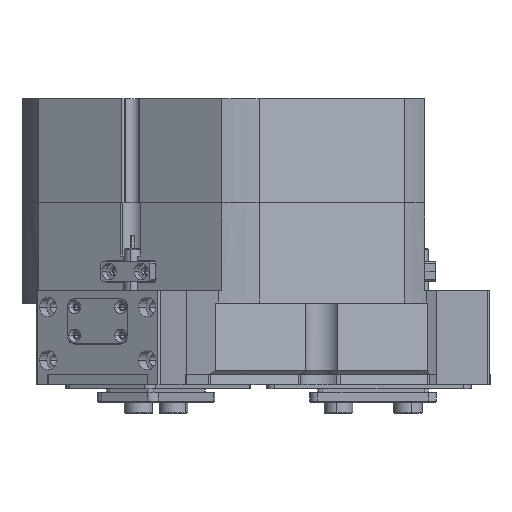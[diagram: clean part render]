
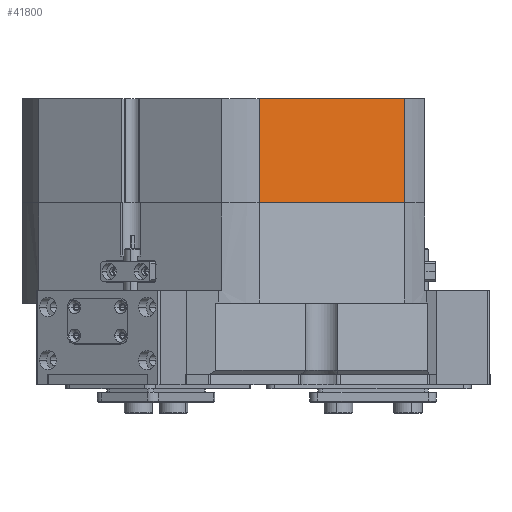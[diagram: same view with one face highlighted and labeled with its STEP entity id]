
A CAD part, front view. The second image highlights one B-rep face of the part: STEP entity #41800.
In plain terms, the highlighted face is planar.
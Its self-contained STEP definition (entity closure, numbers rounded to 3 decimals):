
#2013 = ORIENTED_EDGE ( 'NONE', *, *, #7374, .T. ) ;
#2754 = ORIENTED_EDGE ( 'NONE', *, *, #22754, .F. ) ;
#4021 = CARTESIAN_POINT ( 'NONE',  ( 107.962, -15.004, 50. ) ) ;
#6628 = CARTESIAN_POINT ( 'NONE',  ( 107.962, -15.004, -1. ) ) ;
#7374 = EDGE_CURVE ( 'NONE', #16492, #21501, #32120, .T. ) ;
#9334 = CARTESIAN_POINT ( 'NONE',  ( 107.962, -15.004, 50. ) ) ;
#11771 = LINE ( 'NONE', #51576, #32295 ) ;
#13711 = EDGE_CURVE ( 'NONE', #16492, #13768, #45441, .T. ) ;
#13768 = VERTEX_POINT ( 'NONE', #48113 ) ;
#14918 = DIRECTION ( 'NONE',  ( -0.5, -0.866, 0. ) ) ;
#15410 = DIRECTION ( 'NONE',  ( 0., 0., -1. ) ) ;
#16492 = VERTEX_POINT ( 'NONE', #47034 ) ;
#16703 = FACE_OUTER_BOUND ( 'NONE', #20707, .T. ) ;
#17655 = ORIENTED_EDGE ( 'NONE', *, *, #24777, .T. ) ;
#19288 = DIRECTION ( 'NONE',  ( -0.866, 0.5, 0. ) ) ;
#20707 = EDGE_LOOP ( 'NONE', ( #2013, #2754, #17655, #47806 ) ) ;
#21501 = VERTEX_POINT ( 'NONE', #4021 ) ;
#22754 = EDGE_CURVE ( 'NONE', #32217, #21501, #11771, .T. ) ;
#24777 = EDGE_CURVE ( 'NONE', #32217, #13768, #49164, .T. ) ;
#26277 = AXIS2_PLACEMENT_3D ( 'NONE', #48193, #19288, #52640 ) ;
#31301 = VECTOR ( 'NONE', #14918, 1000. ) ;
#32120 = LINE ( 'NONE', #9334, #42414 ) ;
#32217 = VERTEX_POINT ( 'NONE', #37409 ) ;
#32295 = VECTOR ( 'NONE', #35212, 1000. ) ;
#33725 = DIRECTION ( 'NONE',  ( 0., 0., 1. ) ) ;
#35212 = DIRECTION ( 'NONE',  ( 0.5, 0.866, 0. ) ) ;
#35592 = VECTOR ( 'NONE', #15410, 1000. ) ;
#37409 = CARTESIAN_POINT ( 'NONE',  ( 66.975, -85.996, 50. ) ) ;
#40164 = CARTESIAN_POINT ( 'NONE',  ( 66.975, -85.996, 50. ) ) ;
#41800 = ADVANCED_FACE ( 'NONE', ( #16703 ), #43892, .F. ) ;
#42414 = VECTOR ( 'NONE', #33725, 1000. ) ;
#43892 = PLANE ( 'NONE',  #26277 ) ;
#45441 = LINE ( 'NONE', #6628, #31301 ) ;
#47034 = CARTESIAN_POINT ( 'NONE',  ( 107.962, -15.004, -1. ) ) ;
#47806 = ORIENTED_EDGE ( 'NONE', *, *, #13711, .F. ) ;
#48113 = CARTESIAN_POINT ( 'NONE',  ( 66.975, -85.996, -1. ) ) ;
#48193 = CARTESIAN_POINT ( 'NONE',  ( 59.857, -98.325, 50.001 ) ) ;
#49164 = LINE ( 'NONE', #40164, #35592 ) ;
#51576 = CARTESIAN_POINT ( 'NONE',  ( 59.857, -98.325, 50. ) ) ;
#52640 = DIRECTION ( 'NONE',  ( -0.5, -0.866, 0. ) ) ;
